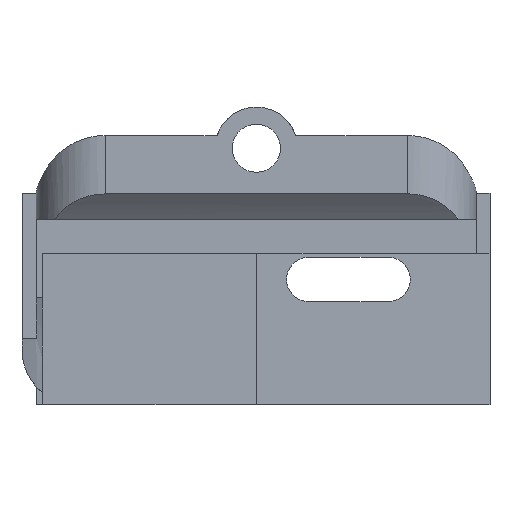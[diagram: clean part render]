
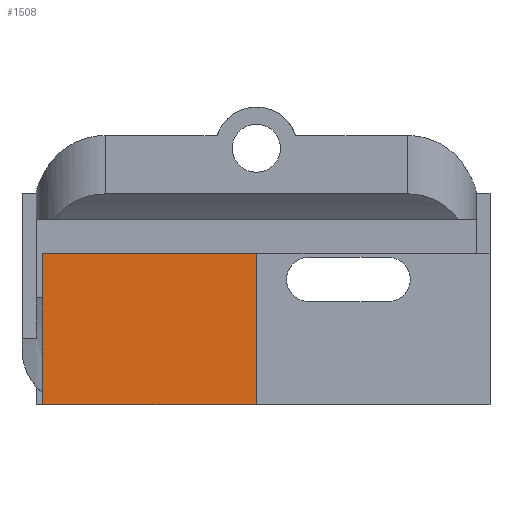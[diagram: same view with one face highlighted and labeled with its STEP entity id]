
A CAD part, left-side view. The second image highlights one B-rep face of the part: STEP entity #1508.
In plain terms, the highlighted planar face has unit normal (-1, 0, 0).
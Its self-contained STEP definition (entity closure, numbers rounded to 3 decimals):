
#494=CARTESIAN_POINT('',(25.785,30.,12.585));
#495=VERTEX_POINT('',#494);
#502=CARTESIAN_POINT('',(25.785,30.,1.585));
#503=VERTEX_POINT('',#502);
#504=CARTESIAN_POINT('',(25.785,30.,1.585));
#505=DIRECTION('',(0.,0.,1.));
#506=VECTOR('',#505,11.);
#507=LINE('',#504,#506);
#508=EDGE_CURVE('',#503,#495,#507,.T.);
#1133=CARTESIAN_POINT('',(25.785,45.55,1.585));
#1134=VERTEX_POINT('',#1133);
#1135=CARTESIAN_POINT('',(25.785,30.,1.585));
#1136=DIRECTION('',(-0.,1.,-0.));
#1137=VECTOR('',#1136,15.55);
#1138=LINE('',#1135,#1137);
#1139=EDGE_CURVE('',#503,#1134,#1138,.T.);
#1464=CARTESIAN_POINT('',(25.785,45.55,12.585));
#1465=VERTEX_POINT('',#1464);
#1466=CARTESIAN_POINT('',(25.785,30.,12.585));
#1467=DIRECTION('',(-0.,1.,-0.));
#1468=VECTOR('',#1467,15.55);
#1469=LINE('',#1466,#1468);
#1470=EDGE_CURVE('',#495,#1465,#1469,.T.);
#1492=CARTESIAN_POINT('',(25.785,37.,12.585));
#1493=DIRECTION('',(1.,0.,-0.));
#1494=DIRECTION('',(-0.,-0.,-1.));
#1495=AXIS2_PLACEMENT_3D('',#1492,#1493,#1494);
#1496=PLANE('',#1495);
#1497=ORIENTED_EDGE('',*,*,#508,.T.);
#1498=ORIENTED_EDGE('',*,*,#1470,.T.);
#1499=CARTESIAN_POINT('',(25.785,45.55,1.585));
#1500=DIRECTION('',(0.,0.,1.));
#1501=VECTOR('',#1500,11.);
#1502=LINE('',#1499,#1501);
#1503=EDGE_CURVE('',#1134,#1465,#1502,.T.);
#1504=ORIENTED_EDGE('',*,*,#1503,.F.);
#1505=ORIENTED_EDGE('',*,*,#1139,.F.);
#1506=EDGE_LOOP('',(#1497,#1498,#1504,#1505));
#1507=FACE_BOUND('',#1506,.T.);
#1508=ADVANCED_FACE('',(#1507),#1496,.F.);
